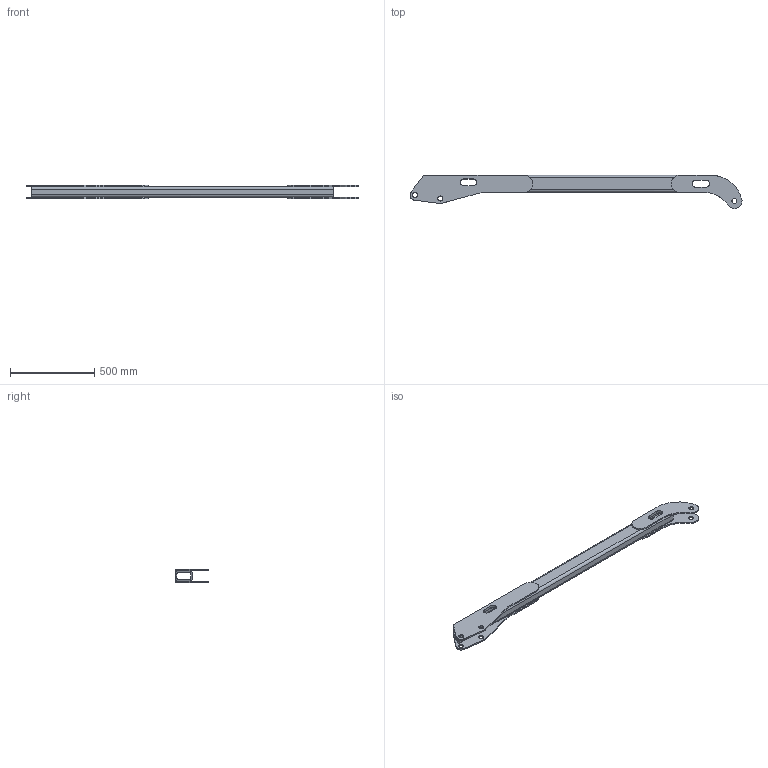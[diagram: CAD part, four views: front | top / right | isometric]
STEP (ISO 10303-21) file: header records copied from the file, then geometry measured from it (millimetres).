
FILE_DESCRIPTION (( 'STEP AP214' ), '1' );
FILE_NAME ('Boom2.STEP', '2025-12-28T19:30:29', ( '' ), ( '' ), 'SwSTEP 2.0', 'SolidWorks 2024', '' );
FILE_SCHEMA (( 'AUTOMOTIVE_DESIGN' ));
Length unit declared in the file: millimetre
Products named in the file (1): Boom2
Bounding box: 1974.9 x 197.38 x 79 mm (x, y, z)
Volume: 6005075.9 mm3; surface area: 1242811.3 mm2
Topology: 1 solids, 1 shells, 92 faces, 268 edges, 176 vertices
Faces by surface type: cylinder 52, plane 40
Entity records: 3159 total; most frequent: CARTESIAN_POINT 589, DIRECTION 546, ORIENTED_EDGE 536, EDGE_CURVE 268, AXIS2_PLACEMENT_3D 197, VERTEX_POINT 176, LINE 152, VECTOR 152
